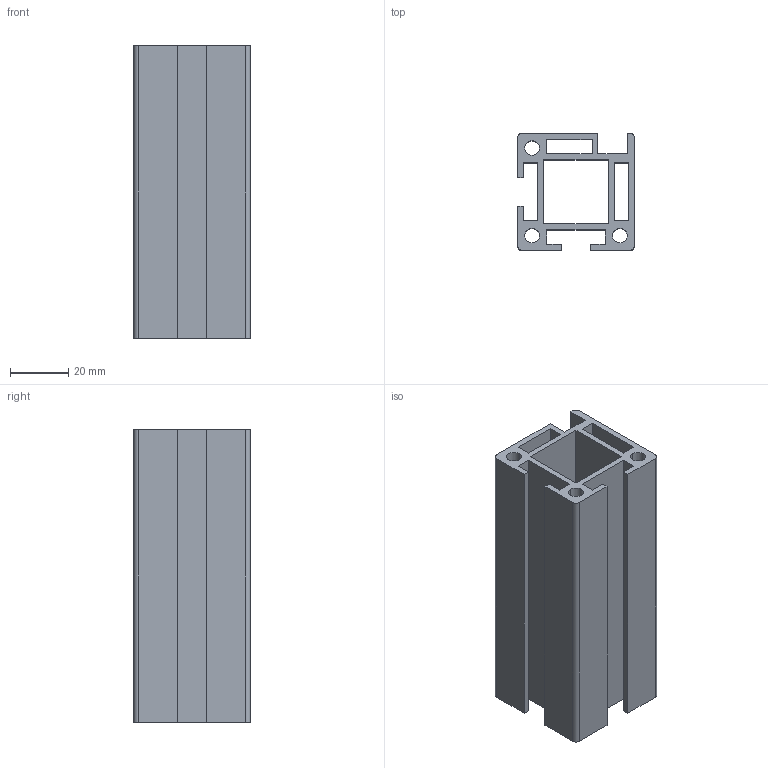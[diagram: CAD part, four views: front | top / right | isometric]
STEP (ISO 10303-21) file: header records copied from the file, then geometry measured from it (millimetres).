
FILE_DESCRIPTION(('Creo Elements/Direct Modeling STEP Export'),'2;1');
FILE_NAME('44.0014_Verglasungsprofil-MMS-44_40x40mm-1asym.-Nut.stp','2022-03-21T 8:56:14',(''),(''),'PTC Creo Elements/Direct Modeling STEP processor for AP214 (Solid Model)','PTC Creo Elements/Direct Modeling 19.0C 15-Aug-2015 (C) Parametric Technology GmbH','');
FILE_SCHEMA(('AUTOMOTIVE_DESIGN { 1 0 10303 214 1 1 1 1 }'));
Length unit declared in the file: millimetre
Products named in the file (2): Verglasungsprofil-MMS-44_40x40mm-1asym.-Nut_44.0014_PX171814
Assembly tree (1 placements, depth 2):
  Verglasungsprofil-MMS-44_40x40mm-1asym.-Nut_44.0014_PX171814
    Verglasungsprofil-MMS-44_40x40mm-1asym.-Nut_44.0014_PX171814
Bounding box: 40 x 40 x 100 mm (x, y, z)
Volume: 56739.8 mm3; surface area: 47672.5 mm2
Topology: 1 solids, 1 shells, 48 faces, 143 edges, 97 vertices
Faces by surface type: plane 38, cylinder 10
Entity records: 1600 total; most frequent: ORIENTED_EDGE 286, CARTESIAN_POINT 273, DIRECTION 238, EDGE_CURVE 143, VECTOR 114, LINE 114, VERTEX_POINT 97, AXIS2_PLACEMENT_3D 62
